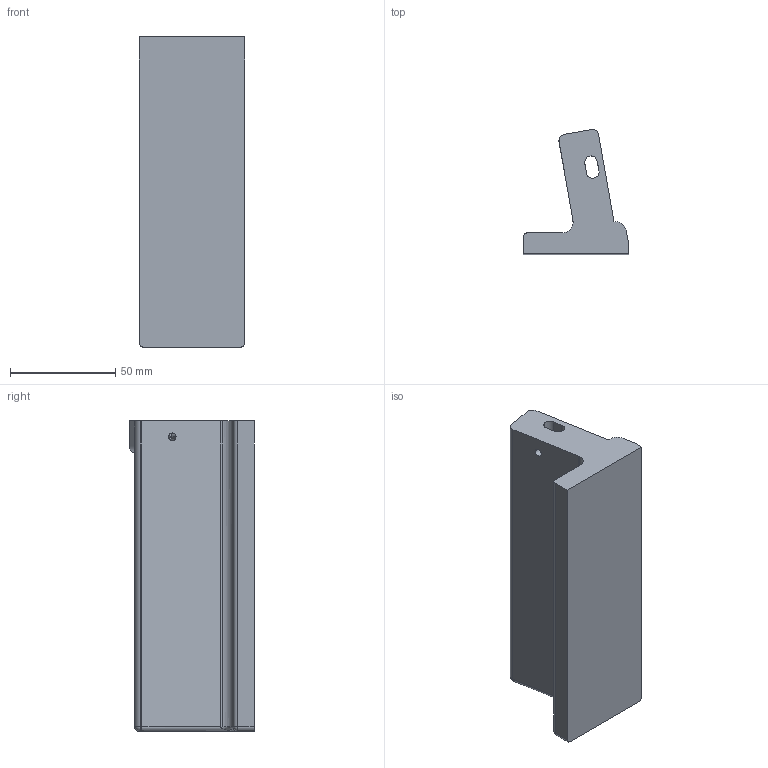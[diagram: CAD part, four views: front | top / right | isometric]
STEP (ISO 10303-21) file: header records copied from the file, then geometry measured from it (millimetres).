
FILE_DESCRIPTION (( 'STEP AP214' ), '1' );
FILE_NAME ('Cradle.STEP', '2014-06-15T17:14:19', ( '' ), ( '' ), 'SwSTEP 2.0', 'SolidWorks 2014', '' );
FILE_SCHEMA (( 'AUTOMOTIVE_DESIGN' ));
Length unit declared in the file: millimetre
Products named in the file (1): Cradle
Bounding box: 50 x 59.02 x 147 mm (x, y, z)
Volume: 125692.7 mm3; surface area: 35038.9 mm2
Topology: 1 solids, 1 shells, 47 faces, 118 edges, 71 vertices
Faces by surface type: cylinder 24, plane 16, torus 4, bspline 2, sphere 1
Entity records: 1590 total; most frequent: CARTESIAN_POINT 446, DIRECTION 234, ORIENTED_EDGE 232, EDGE_CURVE 116, AXIS2_PLACEMENT_3D 85, VERTEX_POINT 71, LINE 64, VECTOR 64
